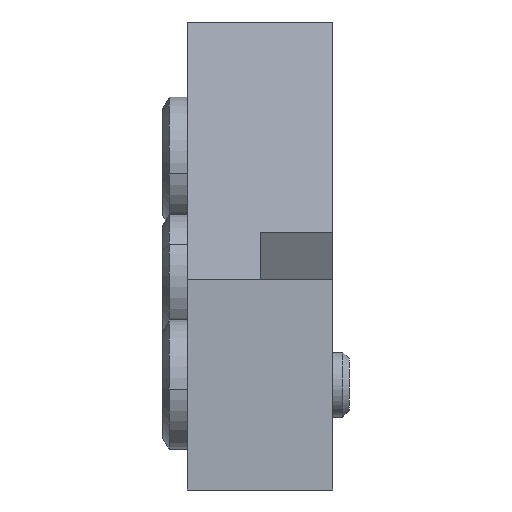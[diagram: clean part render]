
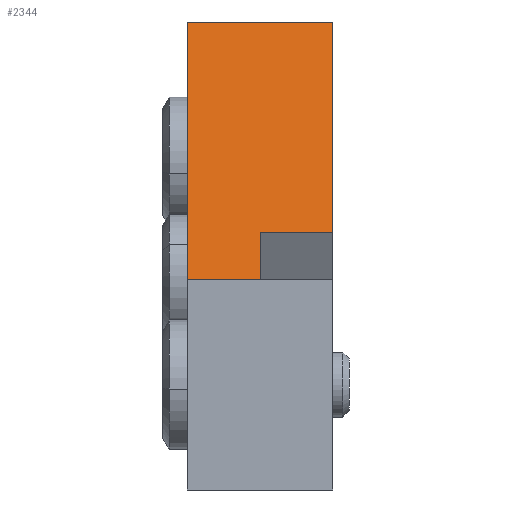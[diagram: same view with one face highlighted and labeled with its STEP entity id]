
A CAD part, left-side view. The second image highlights one B-rep face of the part: STEP entity #2344.
In plain terms, the highlighted face is planar.
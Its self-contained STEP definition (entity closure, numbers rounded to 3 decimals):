
#8 = VERTEX_POINT ( 'NONE', #183 ) ;
#9 = EDGE_CURVE ( 'NONE', #10, #8, #162, .T. ) ;
#10 = VERTEX_POINT ( 'NONE', #166 ) ;
#15 = VERTEX_POINT ( 'NONE', #210 ) ;
#16 = VERTEX_POINT ( 'NONE', #167 ) ;
#26 = EDGE_CURVE ( 'NONE', #16, #15, #205, .T. ) ;
#159 = DIRECTION ( 'NONE',  ( 1., 0., 0. ) ) ;
#160 = VECTOR ( 'NONE', #159, 1000. ) ;
#161 = CARTESIAN_POINT ( 'NONE',  ( 0., 0., 6.5 ) ) ;
#162 = LINE ( 'NONE', #161, #160 ) ;
#166 = CARTESIAN_POINT ( 'NONE',  ( 0., 0., 6.5 ) ) ;
#167 = CARTESIAN_POINT ( 'NONE',  ( 33.5, 4.5, 6.5 ) ) ;
#183 = CARTESIAN_POINT ( 'NONE',  ( 33.5, 0., 6.5 ) ) ;
#194 = DIRECTION ( 'NONE',  ( -1., 0., 0. ) ) ;
#195 = VECTOR ( 'NONE', #194, 1000. ) ;
#205 = LINE ( 'NONE', #212, #195 ) ;
#210 = CARTESIAN_POINT ( 'NONE',  ( 26., 4.5, 6.5 ) ) ;
#212 = CARTESIAN_POINT ( 'NONE',  ( 40., 4.5, 6.5 ) ) ;
#700 = CARTESIAN_POINT ( 'NONE',  ( 0., 9., 6.5 ) ) ;
#827 = DIRECTION ( 'NONE',  ( 0., 1., 0. ) ) ;
#828 = VECTOR ( 'NONE', #827, 1000. ) ;
#829 = CARTESIAN_POINT ( 'NONE',  ( 26., 4.5, 6.5 ) ) ;
#831 = LINE ( 'NONE', #829, #828 ) ;
#841 = DIRECTION ( 'NONE',  ( 1., 0., 0. ) ) ;
#842 = DIRECTION ( 'NONE',  ( 0., 0., 1. ) ) ;
#843 = CARTESIAN_POINT ( 'NONE',  ( 0., 0., 6.5 ) ) ;
#844 = AXIS2_PLACEMENT_3D ( 'NONE', #843, #842, #841 ) ;
#850 = PLANE ( 'NONE',  #844 ) ;
#851 = FACE_OUTER_BOUND ( 'NONE', #2343, .T. ) ;
#876 = LINE ( 'NONE', #882, #881 ) ;
#880 = DIRECTION ( 'NONE',  ( -1., 0., 0. ) ) ;
#881 = VECTOR ( 'NONE', #880, 1000. ) ;
#882 = CARTESIAN_POINT ( 'NONE',  ( 26., 9., 6.5 ) ) ;
#885 = CARTESIAN_POINT ( 'NONE',  ( 26., 9., 6.5 ) ) ;
#887 = DIRECTION ( 'NONE',  ( 0., 1., 0. ) ) ;
#888 = VECTOR ( 'NONE', #887, 1000. ) ;
#889 = LINE ( 'NONE', #898, #888 ) ;
#898 = CARTESIAN_POINT ( 'NONE',  ( 33.5, 4.5, 6.5 ) ) ;
#1444 = DIRECTION ( 'NONE',  ( 0., -1., 0. ) ) ;
#1445 = VECTOR ( 'NONE', #1444, 1000. ) ;
#1446 = CARTESIAN_POINT ( 'NONE',  ( 0., 9., 6.5 ) ) ;
#1447 = LINE ( 'NONE', #1446, #1445 ) ;
#2243 = VERTEX_POINT ( 'NONE', #700 ) ;
#2315 = ORIENTED_EDGE ( 'NONE', *, *, #26, .T. ) ;
#2316 = EDGE_CURVE ( 'NONE', #15, #2355, #831, .T. ) ;
#2319 = ORIENTED_EDGE ( 'NONE', *, *, #2362, .T. ) ;
#2322 = ORIENTED_EDGE ( 'NONE', *, *, #2700, .T. ) ;
#2343 = EDGE_LOOP ( 'NONE', ( #2350, #2349, #2315, #2549, #2319, #2322 ) ) ;
#2344 = ADVANCED_FACE ( 'NONE', ( #851 ), #850, .T. ) ;
#2349 = ORIENTED_EDGE ( 'NONE', *, *, #2352, .T. ) ;
#2350 = ORIENTED_EDGE ( 'NONE', *, *, #9, .T. ) ;
#2352 = EDGE_CURVE ( 'NONE', #8, #16, #889, .T. ) ;
#2355 = VERTEX_POINT ( 'NONE', #885 ) ;
#2362 = EDGE_CURVE ( 'NONE', #2355, #2243, #876, .T. ) ;
#2549 = ORIENTED_EDGE ( 'NONE', *, *, #2316, .T. ) ;
#2700 = EDGE_CURVE ( 'NONE', #2243, #10, #1447, .T. ) ;
